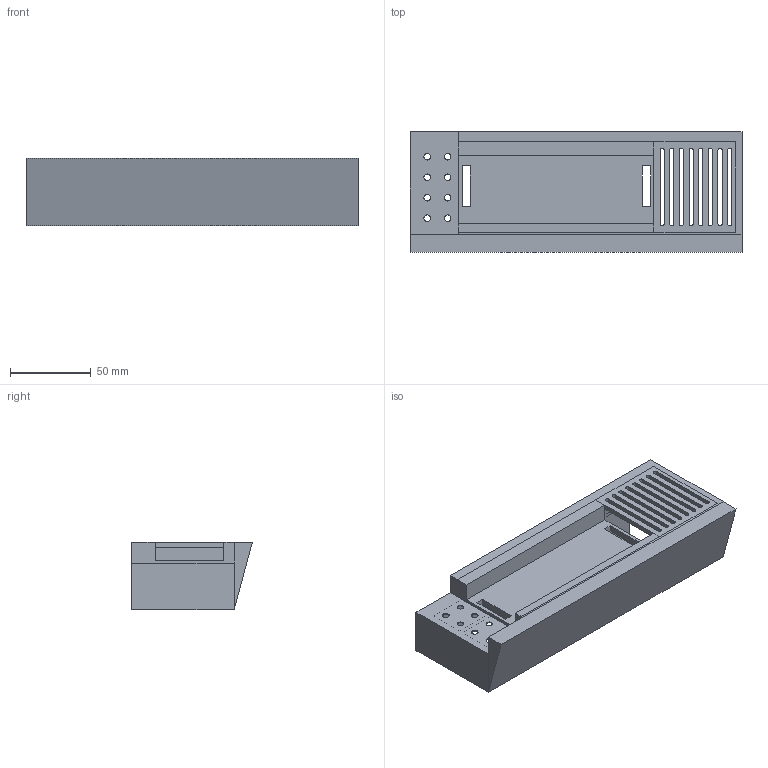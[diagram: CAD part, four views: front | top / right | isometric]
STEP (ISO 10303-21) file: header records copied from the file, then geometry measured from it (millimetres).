
FILE_DESCRIPTION(('FreeCAD Model'),'2;1');
FILE_NAME( 'front_v1-0.step', '2019-05-27T23:14:39',('Author'),(''), 'Open CASCADE STEP processor 7.0','FreeCAD','Unknown');
FILE_SCHEMA(('AUTOMOTIVE_DESIGN { 1 0 10303 214 1 1 1 1 }'));
Length unit declared in the file: millimetre
Products named in the file (1): Pocket007
Bounding box: 205.74 x 74.73 x 41.91 mm (x, y, z)
Volume: 169847.8 mm3; surface area: 68854.9 mm2
Topology: 1 solids, 1 shells, 126 faces, 360 edges, 233 vertices
Faces by surface type: plane 102, cylinder 24
Full cylindrical faces by diameter (mm): 4.064 x8
Entity records: 8851 total; most frequent: CARTESIAN_POINT 1770, DIRECTION 1252, LINE 894, VECTOR 894, ORIENTED_EDGE 720, PCURVE 720, DEFINITIONAL_REPRESENTATION 720, EDGE_CURVE 360
